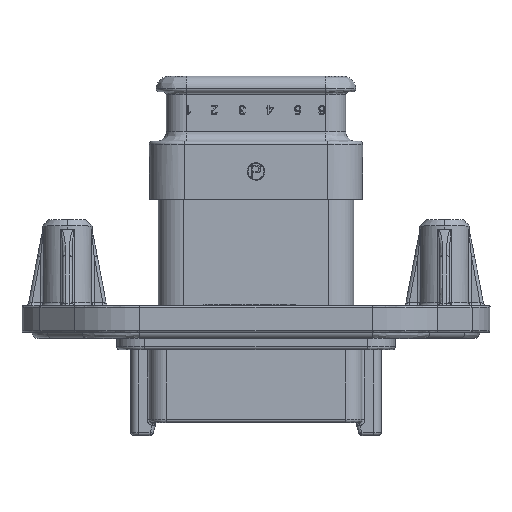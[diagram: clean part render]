
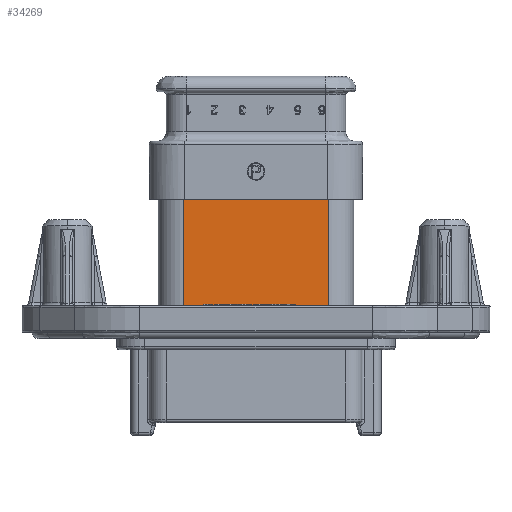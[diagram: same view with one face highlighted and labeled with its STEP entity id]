
A CAD part, top view. The second image highlights one B-rep face of the part: STEP entity #34269.
In plain terms, the highlighted planar face has unit normal (0, 0, 1).
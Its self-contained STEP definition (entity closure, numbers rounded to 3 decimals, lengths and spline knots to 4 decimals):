
#3499 = DIRECTION ( 'NONE',  ( 0., 0., 1. ) ) ;
#10620 = DIRECTION ( 'NONE',  ( 0., 1., 0. ) ) ;
#11744 = CARTESIAN_POINT ( 'NONE',  ( 0.4587, 0., 0.3563 ) ) ;
#11950 = LINE ( 'NONE', #78634, #49422 ) ;
#15534 = ORIENTED_EDGE ( 'NONE', *, *, #92984, .F. ) ;
#18035 = PLANE ( 'NONE',  #95313 ) ;
#19149 = CARTESIAN_POINT ( 'NONE',  ( 0.4587, 1.9881, 0.3563 ) ) ;
#33198 = VERTEX_POINT ( 'NONE', #71668 ) ;
#33330 = CARTESIAN_POINT ( 'NONE',  ( 0.622, 0., 0.3563 ) ) ;
#34269 = ADVANCED_FACE ( 'NONE', ( #78523 ), #18035, .T. ) ;
#36578 = VERTEX_POINT ( 'NONE', #70152 ) ;
#36913 = DIRECTION ( 'NONE',  ( -1., 0., 0. ) ) ;
#37251 = CARTESIAN_POINT ( 'NONE',  ( 0.4684, 1.9881, 0.3563 ) ) ;
#37725 = LINE ( 'NONE', #37251, #83784 ) ;
#40420 = EDGE_CURVE ( 'NONE', #36578, #95782, #87653, .T. ) ;
#46280 = EDGE_CURVE ( 'NONE', #61953, #95782, #37725, .T. ) ;
#48837 = DIRECTION ( 'NONE',  ( 1., 0., 0. ) ) ;
#49422 = VECTOR ( 'NONE', #94248, 39.3701 ) ;
#51157 = EDGE_LOOP ( 'NONE', ( #83997, #61248, #74868, #15534 ) ) ;
#61248 = ORIENTED_EDGE ( 'NONE', *, *, #46280, .T. ) ;
#61953 = VERTEX_POINT ( 'NONE', #19149 ) ;
#65588 = DIRECTION ( 'NONE',  ( 0., 1., 0. ) ) ;
#69092 = VECTOR ( 'NONE', #65588, 39.3701 ) ;
#70152 = CARTESIAN_POINT ( 'NONE',  ( -0.4587, 1.0118, 0.3563 ) ) ;
#71559 = LINE ( 'NONE', #11744, #69092 ) ;
#71668 = CARTESIAN_POINT ( 'NONE',  ( 0.4587, 1.0118, 0.3563 ) ) ;
#72964 = CARTESIAN_POINT ( 'NONE',  ( -0.4587, 1.0076, 0.3563 ) ) ;
#74868 = ORIENTED_EDGE ( 'NONE', *, *, #40420, .F. ) ;
#78523 = FACE_OUTER_BOUND ( 'NONE', #51157, .T. ) ;
#78634 = CARTESIAN_POINT ( 'NONE',  ( 0., 1.0118, 0.3563 ) ) ;
#80239 = VECTOR ( 'NONE', #10620, 39.3701 ) ;
#83784 = VECTOR ( 'NONE', #36913, 39.3701 ) ;
#83997 = ORIENTED_EDGE ( 'NONE', *, *, #91562, .T. ) ;
#87653 = LINE ( 'NONE', #72964, #80239 ) ;
#91562 = EDGE_CURVE ( 'NONE', #33198, #61953, #71559, .T. ) ;
#92839 = CARTESIAN_POINT ( 'NONE',  ( -0.4587, 1.9881, 0.3563 ) ) ;
#92984 = EDGE_CURVE ( 'NONE', #33198, #36578, #11950, .T. ) ;
#94248 = DIRECTION ( 'NONE',  ( -1., 0., 0. ) ) ;
#95313 = AXIS2_PLACEMENT_3D ( 'NONE', #33330, #3499, #48837 ) ;
#95782 = VERTEX_POINT ( 'NONE', #92839 ) ;
